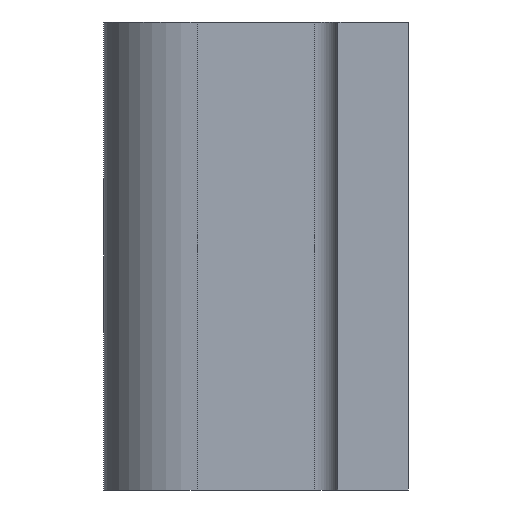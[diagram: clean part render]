
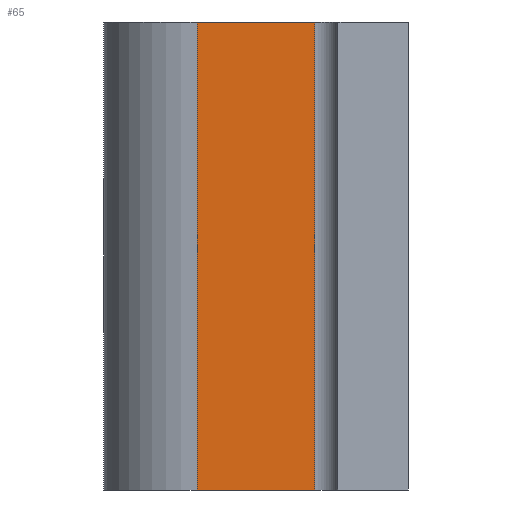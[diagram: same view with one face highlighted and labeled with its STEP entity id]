
A CAD part, left-side view. The second image highlights one B-rep face of the part: STEP entity #65.
In plain terms, the highlighted planar face has unit normal (-1, 0, 0).
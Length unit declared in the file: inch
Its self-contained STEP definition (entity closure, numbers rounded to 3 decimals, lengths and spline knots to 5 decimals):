
#65=ADVANCED_FACE('',(#137),#138,.T.);
#137=FACE_OUTER_BOUND('',#257,.T.);
#138=PLANE('',#258);
#257=EDGE_LOOP('',(#409,#410,#411,#412));
#258=AXIS2_PLACEMENT_3D('',#413,#414,#415);
#409=ORIENTED_EDGE('',*,*,#534,.T.);
#410=ORIENTED_EDGE('',*,*,#541,.F.);
#411=ORIENTED_EDGE('',*,*,#565,.F.);
#412=ORIENTED_EDGE('',*,*,#547,.T.);
#413=CARTESIAN_POINT('',(1.43865,0.40663,0.0));
#414=DIRECTION('',(-1.0,-0.0,0.0));
#415=DIRECTION('',(0.0,-1.0,-0.0));
#534=EDGE_CURVE('',#634,#632,#635,.T.);
#541=EDGE_CURVE('',#644,#632,#646,.T.);
#547=EDGE_CURVE('',#654,#634,#655,.T.);
#565=EDGE_CURVE('',#654,#644,#681,.T.);
#632=VERTEX_POINT('',#782);
#634=VERTEX_POINT('',#787);
#635=LINE('',#788,#789);
#644=VERTEX_POINT('',#804);
#646=LINE('',#809,#810);
#654=VERTEX_POINT('',#821);
#655=LINE('',#822,#823);
#681=LINE('',#876,#877);
#782=CARTESIAN_POINT('',(1.43865,0.56305,1.25));
#787=CARTESIAN_POINT('',(1.43865,0.2502,1.25));
#788=CARTESIAN_POINT('',(1.43865,0.2502,1.25));
#789=VECTOR('',#961,1.0);
#804=CARTESIAN_POINT('',(1.43865,0.56305,0.0));
#809=CARTESIAN_POINT('',(1.43865,0.56305,0.0));
#810=VECTOR('',#965,1.0);
#821=CARTESIAN_POINT('',(1.43865,0.2502,0.0));
#822=CARTESIAN_POINT('',(1.43865,0.2502,0.0));
#823=VECTOR('',#969,1.0);
#876=CARTESIAN_POINT('',(1.43865,0.2502,0.0));
#877=VECTOR('',#976,1.0);
#961=DIRECTION('',(0.0,1.0,0.0));
#965=DIRECTION('',(0.0,0.0,1.0));
#969=DIRECTION('',(0.0,0.0,1.0));
#976=DIRECTION('',(0.0,1.0,0.0));
